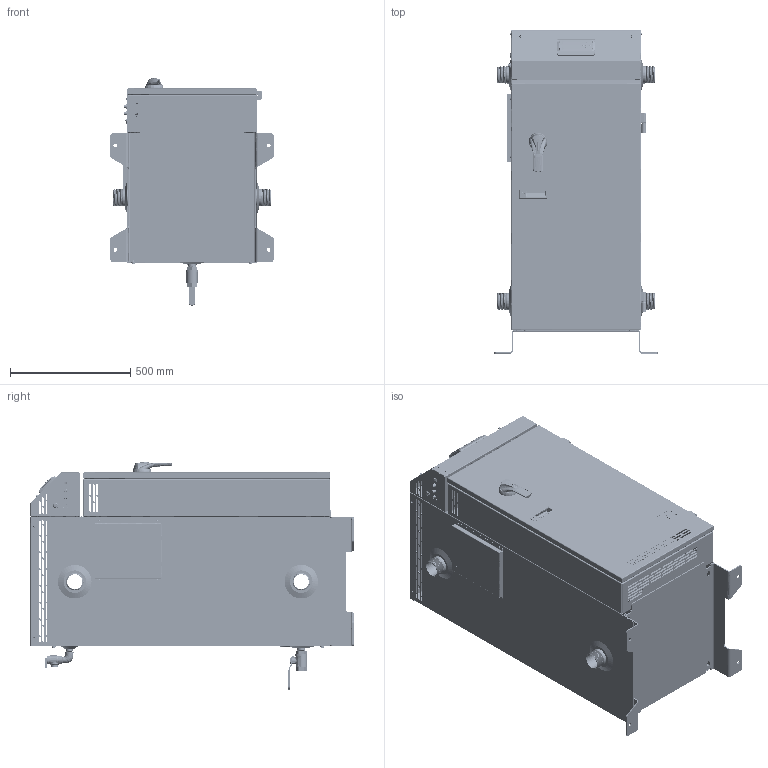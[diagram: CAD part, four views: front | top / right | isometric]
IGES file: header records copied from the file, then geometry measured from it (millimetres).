
Start section: SolidWorks IGES file using analytic representation for surfaces
Global section: file name: VOLTMAX 99 to 180 kW.IGS; native system: SolidWorks 2019; preprocessor: SolidWorks 2019; author: lucbi; date: 190930.150111; units: inch
Bounding box: 679.45 x 1344.84 x 946.12 mm (x, y, z)
Volume: 8633319.7 mm3; surface area: 11295716.1 mm2
Topology: 81 solids, 85 shells, 8908 faces, 23590 edges, 14718 vertices
Faces by surface type: revolution 4053, plane 3442, bspline 1413
